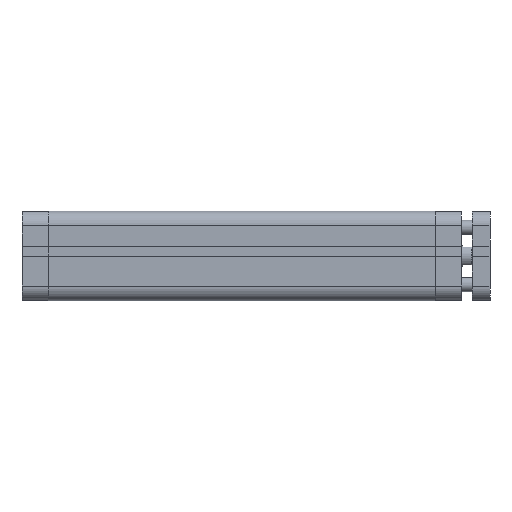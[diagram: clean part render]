
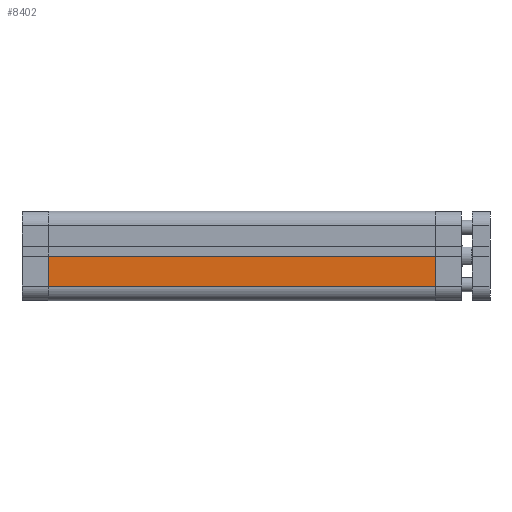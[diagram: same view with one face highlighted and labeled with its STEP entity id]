
A CAD part, top view. The second image highlights one B-rep face of the part: STEP entity #8402.
In plain terms, the highlighted face is planar.
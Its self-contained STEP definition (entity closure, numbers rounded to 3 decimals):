
#720 = VECTOR ( 'NONE', #2320, 1000. ) ;
#724 = LINE ( 'NONE', #2319, #720 ) ;
#726 = LINE ( 'NONE', #2322, #742 ) ;
#729 = LINE ( 'NONE', #2301, #730 ) ;
#730 = VECTOR ( 'NONE', #2303, 1000. ) ;
#735 = LINE ( 'NONE', #2330, #744 ) ;
#742 = VECTOR ( 'NONE', #2334, 1000. ) ;
#744 = VECTOR ( 'NONE', #2338, 1000. ) ;
#2206 = AXIS2_PLACEMENT_3D ( 'NONE', #3997, #4008, #4010 ) ;
#2301 = CARTESIAN_POINT ( 'NONE',  ( 0., -25., 215.5 ) ) ;
#2303 = DIRECTION ( 'NONE',  ( 1., 0., 0. ) ) ;
#2319 = CARTESIAN_POINT ( 'NONE',  ( 0.1, -25., 215.5 ) ) ;
#2320 = DIRECTION ( 'NONE',  ( 0., 0., -1. ) ) ;
#2322 = CARTESIAN_POINT ( 'NONE',  ( 17., -25., 215.5 ) ) ;
#2330 = CARTESIAN_POINT ( 'NONE',  ( 0., -25., 0. ) ) ;
#2334 = DIRECTION ( 'NONE',  ( 0., 0., -1. ) ) ;
#2338 = DIRECTION ( 'NONE',  ( 1., 0., 0. ) ) ;
#3200 = VERTEX_POINT ( 'NONE', #4624 ) ;
#3202 = VERTEX_POINT ( 'NONE', #4625 ) ;
#3204 = VERTEX_POINT ( 'NONE', #4627 ) ;
#3205 = VERTEX_POINT ( 'NONE', #4629 ) ;
#3991 = PLANE ( 'NONE',  #2206 ) ;
#3997 = CARTESIAN_POINT ( 'NONE',  ( 0., -25., 215.5 ) ) ;
#4008 = DIRECTION ( 'NONE',  ( 0., 1., 0. ) ) ;
#4010 = DIRECTION ( 'NONE',  ( -1., 0., 0. ) ) ;
#4624 = CARTESIAN_POINT ( 'NONE',  ( 0.1, -25., 0. ) ) ;
#4625 = CARTESIAN_POINT ( 'NONE',  ( 0.1, -25., 215.5 ) ) ;
#4627 = CARTESIAN_POINT ( 'NONE',  ( 17., -25., 0. ) ) ;
#4629 = CARTESIAN_POINT ( 'NONE',  ( 17., -25., 215.5 ) ) ;
#5646 = FACE_OUTER_BOUND ( 'NONE', #7224, .T. ) ;
#6742 = EDGE_CURVE ( 'NONE', #3202, #3205, #729, .T. ) ;
#6746 = EDGE_CURVE ( 'NONE', #3202, #3200, #724, .T. ) ;
#6749 = EDGE_CURVE ( 'NONE', #3205, #3204, #726, .T. ) ;
#6750 = EDGE_CURVE ( 'NONE', #3200, #3204, #735, .T. ) ;
#7224 = EDGE_LOOP ( 'NONE', ( #7748, #7749, #7750, #7751 ) ) ;
#7748 = ORIENTED_EDGE ( 'NONE', *, *, #6750, .T. ) ;
#7749 = ORIENTED_EDGE ( 'NONE', *, *, #6749, .F. ) ;
#7750 = ORIENTED_EDGE ( 'NONE', *, *, #6742, .F. ) ;
#7751 = ORIENTED_EDGE ( 'NONE', *, *, #6746, .T. ) ;
#8402 = ADVANCED_FACE ( 'NONE', ( #5646 ), #3991, .F. ) ;
